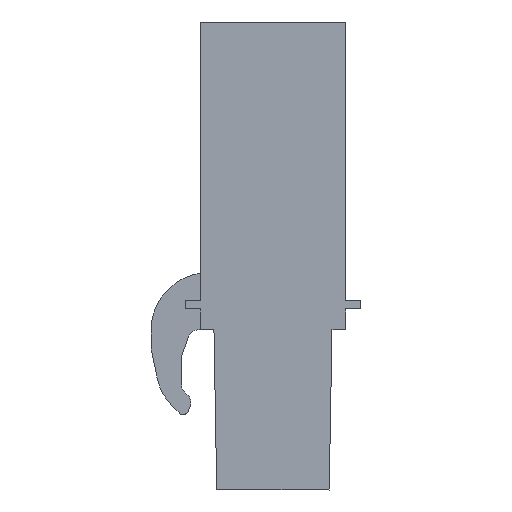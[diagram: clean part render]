
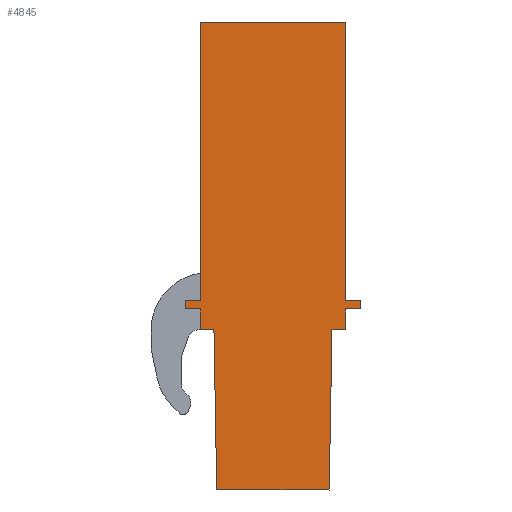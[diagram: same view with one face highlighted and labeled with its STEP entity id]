
A CAD part, left-side view. The second image highlights one B-rep face of the part: STEP entity #4845.
In plain terms, the highlighted planar face has unit normal (-1, 0, 0).
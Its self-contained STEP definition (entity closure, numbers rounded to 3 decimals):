
#4794=AXIS2_PLACEMENT_3D('Plane Axis2P3D',#4791,#4792,#4793) ;
#56=CARTESIAN_POINT('Vertex',(0.,0.8,24.55)) ;
#59=CARTESIAN_POINT('Line Origine',(0.,0.8,17.25)) ;
#63=CARTESIAN_POINT('Vertex',(0.,0.8,9.95)) ;
#4243=CARTESIAN_POINT('Vertex',(0.,1.66,0.)) ;
#4246=CARTESIAN_POINT('Line Origine',(0.,4.61,0.)) ;
#4250=CARTESIAN_POINT('Vertex',(0.,7.56,0.)) ;
#4298=CARTESIAN_POINT('Line Origine',(0.,7.633,4.2)) ;
#4302=CARTESIAN_POINT('Vertex',(0.,7.707,8.4)) ;
#4322=CARTESIAN_POINT('Line Origine',(0.,8.063,8.4)) ;
#4326=CARTESIAN_POINT('Vertex',(0.,8.42,8.4)) ;
#4410=CARTESIAN_POINT('Line Origine',(0.,8.42,8.95)) ;
#4414=CARTESIAN_POINT('Vertex',(0.,8.42,9.5)) ;
#4486=CARTESIAN_POINT('Line Origine',(0.,8.82,9.5)) ;
#4490=CARTESIAN_POINT('Vertex',(0.,9.22,9.5)) ;
#4562=CARTESIAN_POINT('Line Origine',(0.,9.22,9.725)) ;
#4566=CARTESIAN_POINT('Vertex',(0.,9.22,9.95)) ;
#4637=CARTESIAN_POINT('Vertex',(0.,0.,9.5)) ;
#4640=CARTESIAN_POINT('Line Origine',(0.,0.4,9.5)) ;
#4644=CARTESIAN_POINT('Vertex',(0.,0.8,9.5)) ;
#4659=CARTESIAN_POINT('Line Origine',(0.,0.8,8.95)) ;
#4663=CARTESIAN_POINT('Vertex',(0.,0.8,8.4)) ;
#4678=CARTESIAN_POINT('Line Origine',(0.,1.157,8.4)) ;
#4682=CARTESIAN_POINT('Vertex',(0.,1.513,8.4)) ;
#4702=CARTESIAN_POINT('Line Origine',(0.,1.587,4.2)) ;
#4791=CARTESIAN_POINT('Axis2P3D Location',(0.,0.,0.)) ;
#4796=CARTESIAN_POINT('Line Origine',(0.,0.,9.725)) ;
#4800=CARTESIAN_POINT('Vertex',(0.,0.,9.95)) ;
#4803=CARTESIAN_POINT('Line Origine',(0.,0.4,9.95)) ;
#4808=CARTESIAN_POINT('Line Origine',(0.,4.61,24.55)) ;
#4812=CARTESIAN_POINT('Vertex',(0.,8.42,24.55)) ;
#4815=CARTESIAN_POINT('Line Origine',(0.,8.42,17.25)) ;
#4819=CARTESIAN_POINT('Vertex',(0.,8.42,9.95)) ;
#4822=CARTESIAN_POINT('Line Origine',(0.,8.82,9.95)) ;
#60=DIRECTION('Vector Direction',(0.,0.,-1.)) ;
#4247=DIRECTION('Vector Direction',(0.,1.,0.)) ;
#4299=DIRECTION('Vector Direction',(0.,0.017,1.)) ;
#4323=DIRECTION('Vector Direction',(0.,1.,0.)) ;
#4411=DIRECTION('Vector Direction',(0.,0.,1.)) ;
#4487=DIRECTION('Vector Direction',(0.,1.,0.)) ;
#4563=DIRECTION('Vector Direction',(0.,0.,1.)) ;
#4641=DIRECTION('Vector Direction',(0.,1.,0.)) ;
#4660=DIRECTION('Vector Direction',(0.,0.,-1.)) ;
#4679=DIRECTION('Vector Direction',(0.,1.,0.)) ;
#4703=DIRECTION('Vector Direction',(0.,0.017,-1.)) ;
#4792=DIRECTION('Axis2P3D Direction',(-1.,0.,0.)) ;
#4793=DIRECTION('Axis2P3D XDirection',(0.,0.,1.)) ;
#4797=DIRECTION('Vector Direction',(0.,0.,-1.)) ;
#4804=DIRECTION('Vector Direction',(0.,-1.,0.)) ;
#4809=DIRECTION('Vector Direction',(0.,-1.,0.)) ;
#4816=DIRECTION('Vector Direction',(0.,0.,1.)) ;
#4823=DIRECTION('Vector Direction',(0.,-1.,0.)) ;
#61=VECTOR('Line Direction',#60,1.) ;
#4248=VECTOR('Line Direction',#4247,1.) ;
#4300=VECTOR('Line Direction',#4299,1.) ;
#4324=VECTOR('Line Direction',#4323,1.) ;
#4412=VECTOR('Line Direction',#4411,1.) ;
#4488=VECTOR('Line Direction',#4487,1.) ;
#4564=VECTOR('Line Direction',#4563,1.) ;
#4642=VECTOR('Line Direction',#4641,1.) ;
#4661=VECTOR('Line Direction',#4660,1.) ;
#4680=VECTOR('Line Direction',#4679,1.) ;
#4704=VECTOR('Line Direction',#4703,1.) ;
#4798=VECTOR('Line Direction',#4797,1.) ;
#4805=VECTOR('Line Direction',#4804,1.) ;
#4810=VECTOR('Line Direction',#4809,1.) ;
#4817=VECTOR('Line Direction',#4816,1.) ;
#4824=VECTOR('Line Direction',#4823,1.) ;
#4828=ORIENTED_EDGE('',*,*,#4706,.T.) ;
#4829=ORIENTED_EDGE('',*,*,#4684,.T.) ;
#4830=ORIENTED_EDGE('',*,*,#4665,.T.) ;
#4831=ORIENTED_EDGE('',*,*,#4646,.T.) ;
#4832=ORIENTED_EDGE('',*,*,#4802,.T.) ;
#4833=ORIENTED_EDGE('',*,*,#4807,.T.) ;
#4834=ORIENTED_EDGE('',*,*,#65,.T.) ;
#4835=ORIENTED_EDGE('',*,*,#4814,.T.) ;
#4836=ORIENTED_EDGE('',*,*,#4821,.T.) ;
#4837=ORIENTED_EDGE('',*,*,#4826,.T.) ;
#4838=ORIENTED_EDGE('',*,*,#4568,.T.) ;
#4839=ORIENTED_EDGE('',*,*,#4492,.T.) ;
#4840=ORIENTED_EDGE('',*,*,#4416,.T.) ;
#4841=ORIENTED_EDGE('',*,*,#4328,.T.) ;
#4842=ORIENTED_EDGE('',*,*,#4304,.T.) ;
#4843=ORIENTED_EDGE('',*,*,#4252,.T.) ;
#4845=ADVANCED_FACE('_BLC 5.08/7R OR 1610540000',(#4844),#4795,.T.) ;
#65=EDGE_CURVE('',#64,#57,#62,.F.) ;
#4252=EDGE_CURVE('',#4251,#4244,#4249,.F.) ;
#4304=EDGE_CURVE('',#4303,#4251,#4301,.F.) ;
#4328=EDGE_CURVE('',#4327,#4303,#4325,.F.) ;
#4416=EDGE_CURVE('',#4415,#4327,#4413,.F.) ;
#4492=EDGE_CURVE('',#4491,#4415,#4489,.F.) ;
#4568=EDGE_CURVE('',#4567,#4491,#4565,.F.) ;
#4646=EDGE_CURVE('',#4645,#4638,#4643,.F.) ;
#4665=EDGE_CURVE('',#4664,#4645,#4662,.F.) ;
#4684=EDGE_CURVE('',#4683,#4664,#4681,.F.) ;
#4706=EDGE_CURVE('',#4244,#4683,#4705,.F.) ;
#4802=EDGE_CURVE('',#4638,#4801,#4799,.F.) ;
#4807=EDGE_CURVE('',#4801,#64,#4806,.F.) ;
#4814=EDGE_CURVE('',#57,#4813,#4811,.F.) ;
#4821=EDGE_CURVE('',#4813,#4820,#4818,.F.) ;
#4826=EDGE_CURVE('',#4820,#4567,#4825,.F.) ;
#4827=EDGE_LOOP('',(#4828,#4829,#4830,#4831,#4832,#4833,#4834,#4835,#4836,#4837,#4838,#4839,#4840,#4841,#4842,#4843)) ;
#4844=FACE_OUTER_BOUND('',#4827,.T.) ;
#62=LINE('Line',#59,#61) ;
#4249=LINE('Line',#4246,#4248) ;
#4301=LINE('Line',#4298,#4300) ;
#4325=LINE('Line',#4322,#4324) ;
#4413=LINE('Line',#4410,#4412) ;
#4489=LINE('Line',#4486,#4488) ;
#4565=LINE('Line',#4562,#4564) ;
#4643=LINE('Line',#4640,#4642) ;
#4662=LINE('Line',#4659,#4661) ;
#4681=LINE('Line',#4678,#4680) ;
#4705=LINE('Line',#4702,#4704) ;
#4799=LINE('Line',#4796,#4798) ;
#4806=LINE('Line',#4803,#4805) ;
#4811=LINE('Line',#4808,#4810) ;
#4818=LINE('Line',#4815,#4817) ;
#4825=LINE('Line',#4822,#4824) ;
#4795=PLANE('',#4794) ;
#57=VERTEX_POINT('',#56) ;
#64=VERTEX_POINT('',#63) ;
#4244=VERTEX_POINT('',#4243) ;
#4251=VERTEX_POINT('',#4250) ;
#4303=VERTEX_POINT('',#4302) ;
#4327=VERTEX_POINT('',#4326) ;
#4415=VERTEX_POINT('',#4414) ;
#4491=VERTEX_POINT('',#4490) ;
#4567=VERTEX_POINT('',#4566) ;
#4638=VERTEX_POINT('',#4637) ;
#4645=VERTEX_POINT('',#4644) ;
#4664=VERTEX_POINT('',#4663) ;
#4683=VERTEX_POINT('',#4682) ;
#4801=VERTEX_POINT('',#4800) ;
#4813=VERTEX_POINT('',#4812) ;
#4820=VERTEX_POINT('',#4819) ;
